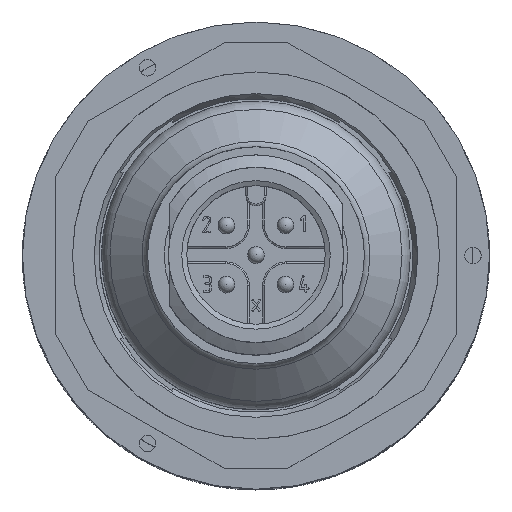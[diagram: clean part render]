
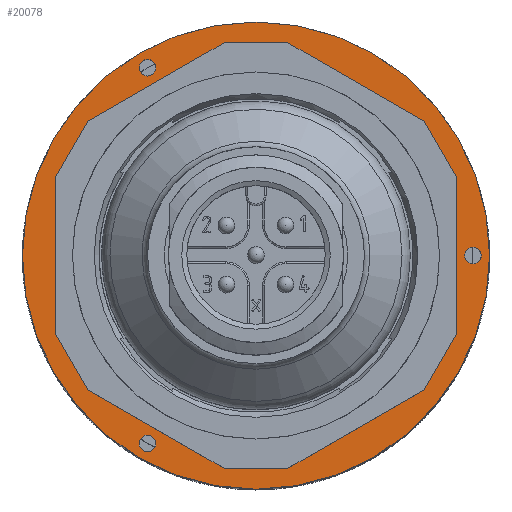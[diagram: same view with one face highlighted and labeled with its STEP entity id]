
A CAD part, top view. The second image highlights one B-rep face of the part: STEP entity #20078.
In plain terms, the highlighted planar face has unit normal (0, 0, 1).
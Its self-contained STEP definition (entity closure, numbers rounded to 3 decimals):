
#401=FACE_BOUND('',#2725,.T.);
#402=FACE_BOUND('',#2726,.T.);
#403=FACE_BOUND('',#2727,.T.);
#404=FACE_BOUND('',#2728,.T.);
#866=PLANE('',#21559);
#1499=FACE_OUTER_BOUND('',#2724,.T.);
#2724=EDGE_LOOP('',(#13968,#13969));
#2725=EDGE_LOOP('',(#13970));
#2726=EDGE_LOOP('',(#13971));
#2727=EDGE_LOOP('',(#13972));
#2728=EDGE_LOOP('',(#13973,#13974,#13975,#13976,#13977,#13978,#13979,#13980,
#13981,#13982,#13983,#13984));
#4047=CIRCLE('',#21534,0.5);
#4051=CIRCLE('',#21540,0.5);
#4055=CIRCLE('',#21546,0.5);
#4056=CIRCLE('',#21560,14.);
#4057=CIRCLE('',#21561,14.);
#5115=LINE('',#30801,#6166);
#5119=LINE('',#30809,#6170);
#5122=LINE('',#30815,#6173);
#5125=LINE('',#30821,#6176);
#5128=LINE('',#30827,#6179);
#5131=LINE('',#30833,#6182);
#5134=LINE('',#30839,#6185);
#5137=LINE('',#30845,#6188);
#5140=LINE('',#30851,#6191);
#5143=LINE('',#30857,#6194);
#5146=LINE('',#30863,#6197);
#5149=LINE('',#30868,#6200);
#6166=VECTOR('',#24372,10.);
#6170=VECTOR('',#24378,10.);
#6173=VECTOR('',#24383,10.);
#6176=VECTOR('',#24388,10.);
#6179=VECTOR('',#24393,10.);
#6182=VECTOR('',#24398,10.);
#6185=VECTOR('',#24403,10.);
#6188=VECTOR('',#24408,10.);
#6191=VECTOR('',#24413,10.);
#6194=VECTOR('',#24418,10.);
#6197=VECTOR('',#24423,10.);
#6200=VECTOR('',#24428,10.);
#8129=VERTEX_POINT('',#30777);
#8131=VERTEX_POINT('',#30786);
#8133=VERTEX_POINT('',#30795);
#8134=VERTEX_POINT('',#30799);
#8135=VERTEX_POINT('',#30800);
#8138=VERTEX_POINT('',#30808);
#8140=VERTEX_POINT('',#30814);
#8142=VERTEX_POINT('',#30820);
#8144=VERTEX_POINT('',#30826);
#8146=VERTEX_POINT('',#30832);
#8148=VERTEX_POINT('',#30838);
#8150=VERTEX_POINT('',#30844);
#8152=VERTEX_POINT('',#30850);
#8154=VERTEX_POINT('',#30856);
#8156=VERTEX_POINT('',#30862);
#8158=VERTEX_POINT('',#30871);
#8159=VERTEX_POINT('',#30872);
#10343=EDGE_CURVE('',#8129,#8129,#4047,.T.);
#10348=EDGE_CURVE('',#8131,#8131,#4051,.T.);
#10353=EDGE_CURVE('',#8133,#8133,#4055,.T.);
#10355=EDGE_CURVE('',#8134,#8135,#5115,.T.);
#10359=EDGE_CURVE('',#8135,#8138,#5119,.T.);
#10362=EDGE_CURVE('',#8138,#8140,#5122,.T.);
#10365=EDGE_CURVE('',#8140,#8142,#5125,.T.);
#10368=EDGE_CURVE('',#8142,#8144,#5128,.T.);
#10371=EDGE_CURVE('',#8144,#8146,#5131,.T.);
#10374=EDGE_CURVE('',#8146,#8148,#5134,.T.);
#10377=EDGE_CURVE('',#8148,#8150,#5137,.T.);
#10380=EDGE_CURVE('',#8150,#8152,#5140,.T.);
#10383=EDGE_CURVE('',#8152,#8154,#5143,.T.);
#10386=EDGE_CURVE('',#8154,#8156,#5146,.T.);
#10389=EDGE_CURVE('',#8156,#8134,#5149,.T.);
#10391=EDGE_CURVE('',#8158,#8159,#4056,.T.);
#10392=EDGE_CURVE('',#8159,#8158,#4057,.T.);
#13968=ORIENTED_EDGE('',*,*,#10391,.F.);
#13969=ORIENTED_EDGE('',*,*,#10392,.F.);
#13970=ORIENTED_EDGE('',*,*,#10343,.T.);
#13971=ORIENTED_EDGE('',*,*,#10348,.T.);
#13972=ORIENTED_EDGE('',*,*,#10353,.T.);
#13973=ORIENTED_EDGE('',*,*,#10355,.F.);
#13974=ORIENTED_EDGE('',*,*,#10389,.F.);
#13975=ORIENTED_EDGE('',*,*,#10386,.F.);
#13976=ORIENTED_EDGE('',*,*,#10383,.F.);
#13977=ORIENTED_EDGE('',*,*,#10380,.F.);
#13978=ORIENTED_EDGE('',*,*,#10377,.F.);
#13979=ORIENTED_EDGE('',*,*,#10374,.F.);
#13980=ORIENTED_EDGE('',*,*,#10371,.F.);
#13981=ORIENTED_EDGE('',*,*,#10368,.F.);
#13982=ORIENTED_EDGE('',*,*,#10365,.F.);
#13983=ORIENTED_EDGE('',*,*,#10362,.F.);
#13984=ORIENTED_EDGE('',*,*,#10359,.F.);
#20078=ADVANCED_FACE('',(#1499,#401,#402,#403,#404),#866,.F.);
#21534=AXIS2_PLACEMENT_3D('',#30778,#24341,#24342);
#21540=AXIS2_PLACEMENT_3D('',#30787,#24354,#24355);
#21546=AXIS2_PLACEMENT_3D('',#30796,#24367,#24368);
#21559=AXIS2_PLACEMENT_3D('',#30870,#24430,#24431);
#21560=AXIS2_PLACEMENT_3D('',#30873,#24432,#24433);
#21561=AXIS2_PLACEMENT_3D('',#30874,#24434,#24435);
#24341=DIRECTION('center_axis',(0.,0.,
-1.));
#24342=DIRECTION('ref_axis',(1.,0.,0.));
#24354=DIRECTION('center_axis',(0.,0.,
-1.));
#24355=DIRECTION('ref_axis',(1.,0.,0.));
#24367=DIRECTION('center_axis',(0.,0.,
-1.));
#24368=DIRECTION('ref_axis',(1.,0.,0.));
#24372=DIRECTION('',(-0.5,-0.866,0.));
#24378=DIRECTION('',(0.,-1.,0.));
#24383=DIRECTION('',(0.5,-0.866,0.));
#24388=DIRECTION('',(0.866,-0.5,0.));
#24393=DIRECTION('',(1.,0.,0.));
#24398=DIRECTION('',(0.866,0.5,0.));
#24403=DIRECTION('',(0.5,0.866,0.));
#24408=DIRECTION('',(0.,1.,0.));
#24413=DIRECTION('',(-0.5,0.866,0.));
#24418=DIRECTION('',(-0.866,0.5,0.));
#24423=DIRECTION('',(-1.,0.,0.));
#24428=DIRECTION('',(-0.866,-0.5,0.));
#24430=DIRECTION('center_axis',(0.,0.,
-1.));
#24431=DIRECTION('ref_axis',(1.,0.,0.));
#24432=DIRECTION('center_axis',(0.,0.,
-1.));
#24433=DIRECTION('ref_axis',(-1.,0.,0.));
#24434=DIRECTION('center_axis',(0.,0.,
-1.));
#24435=DIRECTION('ref_axis',(-1.,0.,0.));
#30777=CARTESIAN_POINT('',(12.5,0.,5.5));
#30778=CARTESIAN_POINT('Origin',(13.,0.,5.5));
#30786=CARTESIAN_POINT('',(-7.,-11.258,5.5));
#30787=CARTESIAN_POINT('Origin',(-6.5,-11.258,5.5));
#30795=CARTESIAN_POINT('',(-7.,11.258,5.5));
#30796=CARTESIAN_POINT('Origin',(-6.5,11.258,5.5));
#30799=CARTESIAN_POINT('',(-10.084,8.035,5.5));
#30800=CARTESIAN_POINT('',(-12.,4.715,5.5));
#30801=CARTESIAN_POINT('',(-10.563,7.205,5.5));
#30808=CARTESIAN_POINT('',(-12.,-4.715,5.5));
#30809=CARTESIAN_POINT('',(-12.,2.358,5.5));
#30814=CARTESIAN_POINT('',(-10.084,-8.035,5.5));
#30815=CARTESIAN_POINT('',(-11.521,-5.545,5.5));
#30820=CARTESIAN_POINT('',(-1.916,-12.75,5.5));
#30821=CARTESIAN_POINT('',(-8.042,-9.213,5.5));
#30826=CARTESIAN_POINT('',(1.916,-12.75,5.5));
#30827=CARTESIAN_POINT('',(-0.958,-12.75,5.5));
#30832=CARTESIAN_POINT('',(10.084,-8.035,5.5));
#30833=CARTESIAN_POINT('',(3.958,-11.571,5.5));
#30838=CARTESIAN_POINT('',(12.,-4.715,5.5));
#30839=CARTESIAN_POINT('',(10.563,-7.205,5.5));
#30844=CARTESIAN_POINT('',(12.,4.715,5.5));
#30845=CARTESIAN_POINT('',(12.,-2.358,5.5));
#30850=CARTESIAN_POINT('',(10.084,8.035,5.5));
#30851=CARTESIAN_POINT('',(11.521,5.545,5.5));
#30856=CARTESIAN_POINT('',(1.916,12.75,5.5));
#30857=CARTESIAN_POINT('',(8.042,9.213,5.5));
#30862=CARTESIAN_POINT('',(-1.916,12.75,5.5));
#30863=CARTESIAN_POINT('',(0.958,12.75,5.5));
#30868=CARTESIAN_POINT('',(-3.958,11.571,5.5));
#30870=CARTESIAN_POINT('Origin',(0.,0.,
5.5));
#30871=CARTESIAN_POINT('',(-14.,0.,5.5));
#30872=CARTESIAN_POINT('',(14.,0.,5.5));
#30873=CARTESIAN_POINT('Origin',(0.,0.,
5.5));
#30874=CARTESIAN_POINT('Origin',(0.,0.,
5.5));
